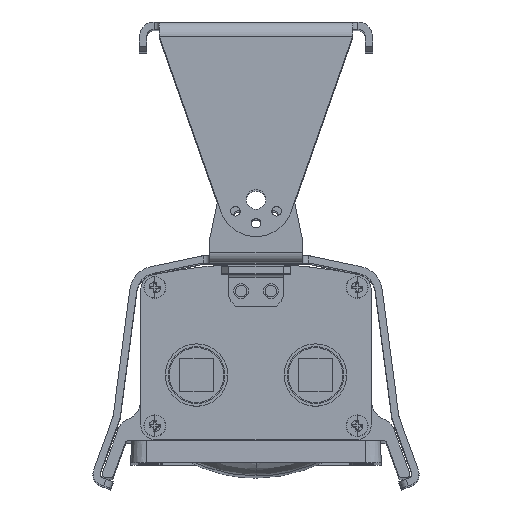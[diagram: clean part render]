
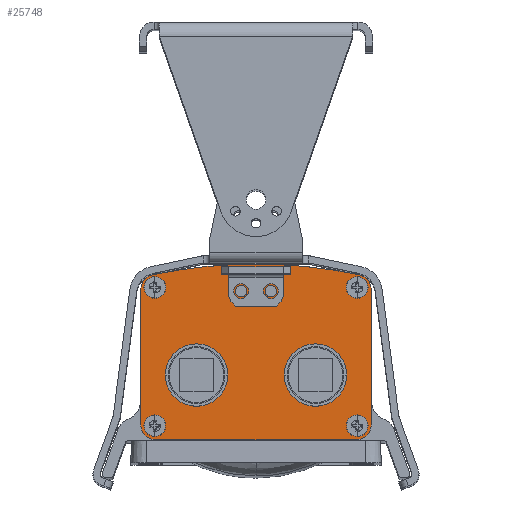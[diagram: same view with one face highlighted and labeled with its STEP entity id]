
A CAD part, top view. The second image highlights one B-rep face of the part: STEP entity #25748.
In plain terms, the highlighted planar face has unit normal (0, 0, 1).
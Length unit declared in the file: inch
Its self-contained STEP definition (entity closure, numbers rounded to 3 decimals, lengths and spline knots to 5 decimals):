
#23953=CARTESIAN_POINT('',(-1.,-0.375,0.625));
#23954=DIRECTION('',(0.,0.,1.));
#23955=DIRECTION('',(1.,0.,0.));
#23956=AXIS2_PLACEMENT_3D('',#23953,#23954,#23955);
#23958=CARTESIAN_POINT('',(-1.,-0.375,0.625));
#23959=DIRECTION('',(0.,0.,1.));
#23960=DIRECTION('',(-1.,0.,0.));
#23961=AXIS2_PLACEMENT_3D('',#23958,#23959,#23960);
#23963=CARTESIAN_POINT('',(1.,-0.375,0.625));
#23964=DIRECTION('',(0.,0.,1.));
#23965=DIRECTION('',(1.,0.,0.));
#23966=AXIS2_PLACEMENT_3D('',#23963,#23964,#23965);
#23968=CARTESIAN_POINT('',(1.,-0.375,0.625));
#23969=DIRECTION('',(0.,0.,1.));
#23970=DIRECTION('',(-1.,0.,0.));
#23971=AXIS2_PLACEMENT_3D('',#23968,#23969,#23970);
#23973=CARTESIAN_POINT('',(-1.701,-1.227,0.625));
#23974=DIRECTION('',(0.,0.,1.));
#23975=DIRECTION('',(0.,1.,0.));
#23976=AXIS2_PLACEMENT_3D('',#23973,#23974,#23975);
#23978=CARTESIAN_POINT('',(-1.701,-1.227,0.625));
#23979=DIRECTION('',(0.,0.,1.));
#23980=DIRECTION('',(0.,-1.,0.));
#23981=AXIS2_PLACEMENT_3D('',#23978,#23979,#23980);
#23983=CARTESIAN_POINT('',(-1.701,1.099,0.625));
#23984=DIRECTION('',(0.,0.,-1.));
#23985=DIRECTION('',(0.,-1.,0.));
#23986=AXIS2_PLACEMENT_3D('',#23983,#23984,#23985);
#23988=CARTESIAN_POINT('',(-1.701,1.099,0.625));
#23989=DIRECTION('',(0.,0.,-1.));
#23990=DIRECTION('',(0.,1.,0.));
#23991=AXIS2_PLACEMENT_3D('',#23988,#23989,#23990);
#23993=CARTESIAN_POINT('',(1.701,-1.227,0.625));
#23994=DIRECTION('',(0.,0.,-1.));
#23995=DIRECTION('',(0.,1.,0.));
#23996=AXIS2_PLACEMENT_3D('',#23993,#23994,#23995);
#23998=CARTESIAN_POINT('',(1.701,-1.227,0.625));
#23999=DIRECTION('',(0.,0.,-1.));
#24000=DIRECTION('',(0.,-1.,0.));
#24001=AXIS2_PLACEMENT_3D('',#23998,#23999,#24000);
#24003=CARTESIAN_POINT('',(1.701,1.099,0.625));
#24004=DIRECTION('',(0.,0.,1.));
#24005=DIRECTION('',(0.,-1.,0.));
#24006=AXIS2_PLACEMENT_3D('',#24003,#24004,#24005);
#24008=CARTESIAN_POINT('',(1.701,1.099,0.625));
#24009=DIRECTION('',(0.,0.,1.));
#24010=DIRECTION('',(0.,1.,0.));
#24011=AXIS2_PLACEMENT_3D('',#24008,#24009,#24010);
#24013=DIRECTION('',(1.,0.,0.));
#24014=VECTOR('',#24013,0.688);
#24015=CARTESIAN_POINT('',(-0.3434,1.48453,0.625));
#24016=LINE('',#24015,#24014);
#24017=CARTESIAN_POINT('',(0.0006,-7.00851,0.625));
#24018=DIRECTION('',(0.,0.,1.));
#24019=DIRECTION('',(0.204,0.979,0.));
#24020=AXIS2_PLACEMENT_3D('',#24017,#24018,#24019);
#24022=CARTESIAN_POINT('',(1.686,1.0675,0.625));
#24023=DIRECTION('',(0.,0.,1.));
#24024=DIRECTION('',(1.,0.,0.));
#24025=AXIS2_PLACEMENT_3D('',#24022,#24023,#24024);
#24027=DIRECTION('',(0.,1.,0.));
#24028=VECTOR('',#24027,2.281);
#24029=CARTESIAN_POINT('',(1.936,-1.2135,0.625));
#24030=LINE('',#24029,#24028);
#24031=CARTESIAN_POINT('',(1.686,-1.2135,0.625));
#24032=DIRECTION('',(0.,0.,1.));
#24033=DIRECTION('',(0.,-1.,0.));
#24034=AXIS2_PLACEMENT_3D('',#24031,#24032,#24033);
#24036=DIRECTION('',(1.,0.,0.));
#24037=VECTOR('',#24036,3.372);
#24038=CARTESIAN_POINT('',(-1.686,-1.4635,0.625));
#24039=LINE('',#24038,#24037);
#24040=CARTESIAN_POINT('',(-1.686,-1.2135,0.625));
#24041=DIRECTION('',(0.,0.,1.));
#24042=DIRECTION('',(-1.,0.,0.));
#24043=AXIS2_PLACEMENT_3D('',#24040,#24041,#24042);
#24045=DIRECTION('',(0.,-1.,0.));
#24046=VECTOR('',#24045,2.281);
#24047=CARTESIAN_POINT('',(-1.936,1.0675,0.625));
#24048=LINE('',#24047,#24046);
#24049=CARTESIAN_POINT('',(-1.686,1.0675,0.625));
#24050=DIRECTION('',(0.,0.,1.));
#24051=DIRECTION('',(-0.16,0.987,0.));
#24052=AXIS2_PLACEMENT_3D('',#24049,#24050,#24051);
#24054=CARTESIAN_POINT('',(0.0006,-7.00851,0.625));
#24055=DIRECTION('',(0.,0.,1.));
#24056=DIRECTION('',(-0.04,0.999,0.));
#24057=AXIS2_PLACEMENT_3D('',#24054,#24055,#24056);
#24059=CARTESIAN_POINT('',(-0.25,1.0365,0.625));
#24060=DIRECTION('',(0.,0.,1.));
#24061=DIRECTION('',(1.,0.,0.));
#24062=AXIS2_PLACEMENT_3D('',#24059,#24060,#24061);
#24064=CARTESIAN_POINT('',(-0.25,1.0365,0.625));
#24065=DIRECTION('',(0.,0.,1.));
#24066=DIRECTION('',(-1.,0.,0.));
#24067=AXIS2_PLACEMENT_3D('',#24064,#24065,#24066);
#24069=CARTESIAN_POINT('',(0.25,1.0365,0.625));
#24070=DIRECTION('',(0.,0.,1.));
#24071=DIRECTION('',(1.,0.,0.));
#24072=AXIS2_PLACEMENT_3D('',#24069,#24070,#24071);
#24074=CARTESIAN_POINT('',(0.25,1.0365,0.625));
#24075=DIRECTION('',(0.,0.,1.));
#24076=DIRECTION('',(-1.,0.,0.));
#24077=AXIS2_PLACEMENT_3D('',#24074,#24075,#24076);
#25225=CARTESIAN_POINT('',(-1.936,-1.2135,0.625));
#25226=CARTESIAN_POINT('',(-1.686,-1.4635,0.625));
#25227=VERTEX_POINT('',#25225);
#25228=VERTEX_POINT('',#25226);
#25229=CARTESIAN_POINT('',(1.686,-1.4635,0.625));
#25230=CARTESIAN_POINT('',(1.936,-1.2135,0.625));
#25231=VERTEX_POINT('',#25229);
#25232=VERTEX_POINT('',#25230);
#25233=CARTESIAN_POINT('',(-1.936,1.0675,0.625));
#25234=VERTEX_POINT('',#25233);
#25235=CARTESIAN_POINT('',(1.936,1.0675,0.625));
#25236=VERTEX_POINT('',#25235);
#25253=CARTESIAN_POINT('',(1.73707,1.31223,0.625));
#25254=VERTEX_POINT('',#25253);
#25255=CARTESIAN_POINT('',(-1.72606,1.31427,0.625));
#25256=VERTEX_POINT('',#25255);
#25265=CARTESIAN_POINT('',(-0.539,-0.375,0.625));
#25266=CARTESIAN_POINT('',(-1.461,-0.375,0.625));
#25267=VERTEX_POINT('',#25265);
#25268=VERTEX_POINT('',#25266);
#25269=CARTESIAN_POINT('',(1.461,-0.375,0.625));
#25270=CARTESIAN_POINT('',(0.539,-0.375,0.625));
#25271=VERTEX_POINT('',#25269);
#25272=VERTEX_POINT('',#25270);
#25385=CARTESIAN_POINT('',(-1.701,-1.0475,0.625));
#25386=CARTESIAN_POINT('',(-1.701,-1.4065,0.625));
#25387=VERTEX_POINT('',#25385);
#25388=VERTEX_POINT('',#25386);
#25398=CARTESIAN_POINT('',(-1.701,0.9195,0.625));
#25400=VERTEX_POINT('',#25398);
#25402=CARTESIAN_POINT('',(-1.701,1.2785,0.625));
#25404=VERTEX_POINT('',#25402);
#25410=CARTESIAN_POINT('',(1.701,-1.0475,0.625));
#25412=VERTEX_POINT('',#25410);
#25414=CARTESIAN_POINT('',(1.701,-1.4065,0.625));
#25416=VERTEX_POINT('',#25414);
#25418=CARTESIAN_POINT('',(1.701,0.9195,0.625));
#25420=VERTEX_POINT('',#25418);
#25422=CARTESIAN_POINT('',(1.701,1.2785,0.625));
#25424=VERTEX_POINT('',#25422);
#25561=CARTESIAN_POINT('',(-0.3434,1.48453,0.625));
#25562=CARTESIAN_POINT('',(0.3446,1.48453,0.625));
#25563=VERTEX_POINT('',#25561);
#25564=VERTEX_POINT('',#25562);
#25585=CARTESIAN_POINT('',(-0.1515,1.0365,0.625));
#25586=CARTESIAN_POINT('',(-0.3485,1.0365,0.625));
#25587=VERTEX_POINT('',#25585);
#25588=VERTEX_POINT('',#25586);
#25589=CARTESIAN_POINT('',(0.3485,1.0365,0.625));
#25590=CARTESIAN_POINT('',(0.1515,1.0365,0.625));
#25591=VERTEX_POINT('',#25589);
#25592=VERTEX_POINT('',#25590);
#25675=CARTESIAN_POINT('',(0.,0.,0.625));
#25676=DIRECTION('',(0.,0.,1.));
#25677=DIRECTION('',(1.,0.,0.));
#25678=AXIS2_PLACEMENT_3D('',#25675,#25676,#25677);
#25679=PLANE('',#25678);
#25681=ORIENTED_EDGE('',*,*,#25680,.T.);
#25683=ORIENTED_EDGE('',*,*,#25682,.F.);
#25685=ORIENTED_EDGE('',*,*,#25684,.F.);
#25687=ORIENTED_EDGE('',*,*,#25686,.F.);
#25689=ORIENTED_EDGE('',*,*,#25688,.F.);
#25691=ORIENTED_EDGE('',*,*,#25690,.F.);
#25693=ORIENTED_EDGE('',*,*,#25692,.F.);
#25695=ORIENTED_EDGE('',*,*,#25694,.F.);
#25697=ORIENTED_EDGE('',*,*,#25696,.F.);
#25699=ORIENTED_EDGE('',*,*,#25698,.F.);
#25700=EDGE_LOOP('',(#25681,#25683,#25685,#25687,#25689,#25691,#25693,#25695,
#25697,#25699));
#25701=FACE_OUTER_BOUND('',#25700,.F.);
#25703=ORIENTED_EDGE('',*,*,#25702,.T.);
#25705=ORIENTED_EDGE('',*,*,#25704,.T.);
#25706=EDGE_LOOP('',(#25703,#25705));
#25707=FACE_BOUND('',#25706,.F.);
#25709=ORIENTED_EDGE('',*,*,#25708,.T.);
#25711=ORIENTED_EDGE('',*,*,#25710,.T.);
#25712=EDGE_LOOP('',(#25709,#25711));
#25713=FACE_BOUND('',#25712,.F.);
#25715=ORIENTED_EDGE('',*,*,#25714,.F.);
#25717=ORIENTED_EDGE('',*,*,#25716,.F.);
#25718=EDGE_LOOP('',(#25715,#25717));
#25719=FACE_BOUND('',#25718,.F.);
#25721=ORIENTED_EDGE('',*,*,#25720,.F.);
#25723=ORIENTED_EDGE('',*,*,#25722,.F.);
#25724=EDGE_LOOP('',(#25721,#25723));
#25725=FACE_BOUND('',#25724,.F.);
#25727=ORIENTED_EDGE('',*,*,#25726,.T.);
#25729=ORIENTED_EDGE('',*,*,#25728,.T.);
#25730=EDGE_LOOP('',(#25727,#25729));
#25731=FACE_BOUND('',#25730,.F.);
#25732=ORIENTED_EDGE('',*,*,#25655,.T.);
#25733=ORIENTED_EDGE('',*,*,#25669,.T.);
#25734=EDGE_LOOP('',(#25732,#25733));
#25735=FACE_BOUND('',#25734,.F.);
#25737=ORIENTED_EDGE('',*,*,#25736,.T.);
#25739=ORIENTED_EDGE('',*,*,#25738,.T.);
#25740=EDGE_LOOP('',(#25737,#25739));
#25741=FACE_BOUND('',#25740,.F.);
#25743=ORIENTED_EDGE('',*,*,#25742,.T.);
#25745=ORIENTED_EDGE('',*,*,#25744,.T.);
#25746=EDGE_LOOP('',(#25743,#25745));
#25747=FACE_BOUND('',#25746,.F.);
#25748=ADVANCED_FACE('',(#25701,#25707,#25713,#25719,#25725,#25731,#25735,
#25741,#25747),#25679,.T.);
#23957=CIRCLE('',#23956,0.461);
#23962=CIRCLE('',#23961,0.461);
#23967=CIRCLE('',#23966,0.461);
#23972=CIRCLE('',#23971,0.461);
#23977=CIRCLE('',#23976,0.1795);
#23982=CIRCLE('',#23981,0.1795);
#23987=CIRCLE('',#23986,0.1795);
#23992=CIRCLE('',#23991,0.1795);
#23997=CIRCLE('',#23996,0.1795);
#24002=CIRCLE('',#24001,0.1795);
#24007=CIRCLE('',#24006,0.1795);
#24012=CIRCLE('',#24011,0.1795);
#24021=CIRCLE('',#24020,8.5);
#24026=CIRCLE('',#24025,0.25);
#24035=CIRCLE('',#24034,0.25);
#24044=CIRCLE('',#24043,0.25);
#24053=CIRCLE('',#24052,0.25);
#24058=CIRCLE('',#24057,8.5);
#24063=CIRCLE('',#24062,0.0985);
#24068=CIRCLE('',#24067,0.0985);
#24073=CIRCLE('',#24072,0.0985);
#24078=CIRCLE('',#24077,0.0985);
#25655=EDGE_CURVE('',#25267,#25268,#23957,.T.);
#25669=EDGE_CURVE('',#25268,#25267,#23962,.T.);
#25680=EDGE_CURVE('',#25563,#25564,#24016,.T.);
#25682=EDGE_CURVE('',#25254,#25564,#24021,.T.);
#25684=EDGE_CURVE('',#25236,#25254,#24026,.T.);
#25686=EDGE_CURVE('',#25232,#25236,#24030,.T.);
#25688=EDGE_CURVE('',#25231,#25232,#24035,.T.);
#25690=EDGE_CURVE('',#25228,#25231,#24039,.T.);
#25692=EDGE_CURVE('',#25227,#25228,#24044,.T.);
#25694=EDGE_CURVE('',#25234,#25227,#24048,.T.);
#25696=EDGE_CURVE('',#25256,#25234,#24053,.T.);
#25698=EDGE_CURVE('',#25563,#25256,#24058,.T.);
#25702=EDGE_CURVE('',#25271,#25272,#23967,.T.);
#25704=EDGE_CURVE('',#25272,#25271,#23972,.T.);
#25708=EDGE_CURVE('',#25387,#25388,#23977,.T.);
#25710=EDGE_CURVE('',#25388,#25387,#23982,.T.);
#25714=EDGE_CURVE('',#25400,#25404,#23987,.T.);
#25716=EDGE_CURVE('',#25404,#25400,#23992,.T.);
#25720=EDGE_CURVE('',#25412,#25416,#23997,.T.);
#25722=EDGE_CURVE('',#25416,#25412,#24002,.T.);
#25726=EDGE_CURVE('',#25420,#25424,#24007,.T.);
#25728=EDGE_CURVE('',#25424,#25420,#24012,.T.);
#25736=EDGE_CURVE('',#25587,#25588,#24063,.T.);
#25738=EDGE_CURVE('',#25588,#25587,#24068,.T.);
#25742=EDGE_CURVE('',#25591,#25592,#24073,.T.);
#25744=EDGE_CURVE('',#25592,#25591,#24078,.T.);
